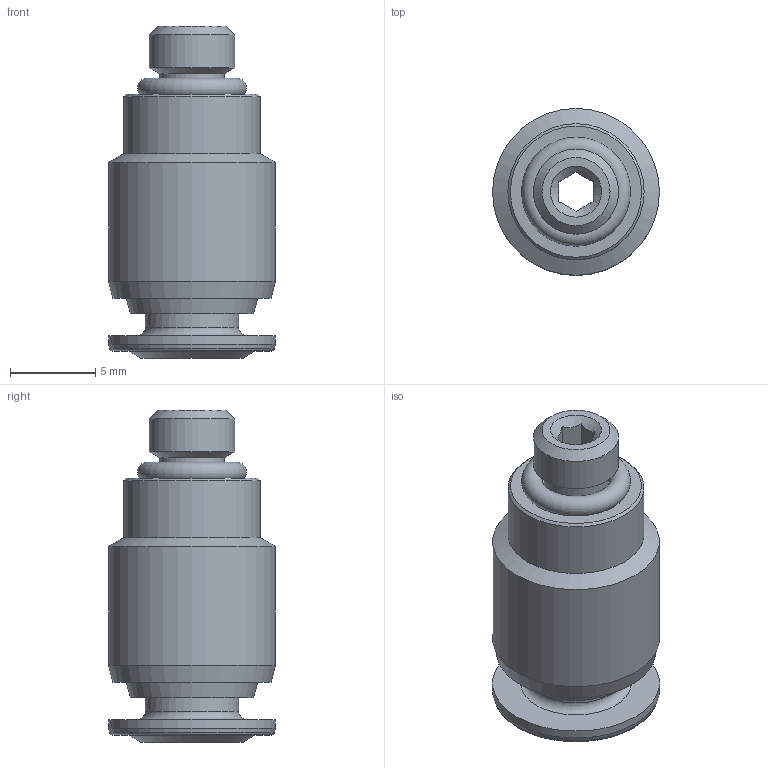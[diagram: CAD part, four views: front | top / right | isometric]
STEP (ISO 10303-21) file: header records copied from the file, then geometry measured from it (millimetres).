
FILE_DESCRIPTION(/* description */ ('STEP AP214'),/* implementation_level */ '2;1');
FILE_NAME(/* name */ '8085657_NPQR-DK-M5-Q4',/* time_stamp */ '2024-09-10T14:22:45+02:00',/* author */ ('License CC BY-ND 4.0'),/* organization */ ('CADENAS'),/* preprocessor_version */ 'ST-DEVELOPER v19.3',/* originating_system */ 'PARTsolutions',/* authorisation */ ' ');
FILE_SCHEMA (('AUTOMOTIVE_DESIGN {1 0 10303 214 3 1 1}'));
Length unit declared in the file: millimetre
Products named in the file (1): 8085657 NPQR-DK-M5-Q4---(high)
Bounding box: 9.8 x 9.8 x 19.5 mm (x, y, z)
Volume: 840.8 mm3; surface area: 936.1 mm2
Topology: 1 solids, 1 shells, 35 faces, 69 edges, 42 vertices
Faces by surface type: plane 14, cone 11, cylinder 7, torus 3
Full cylindrical faces by diameter (mm): 3.8 x1, 4 x1, 5 x1, 5.5 x1, 8 x1, 9.8 x2
Entity records: 1063 total; most frequent: CARTESIAN_POINT 164, DIRECTION 134, ORIENTED_EDGE 92, EDGE_LOOP 64, FACE_BOUND 64, AXIS2_PLACEMENT_3D 64, EDGE_CURVE 46, VERTEX_POINT 40
